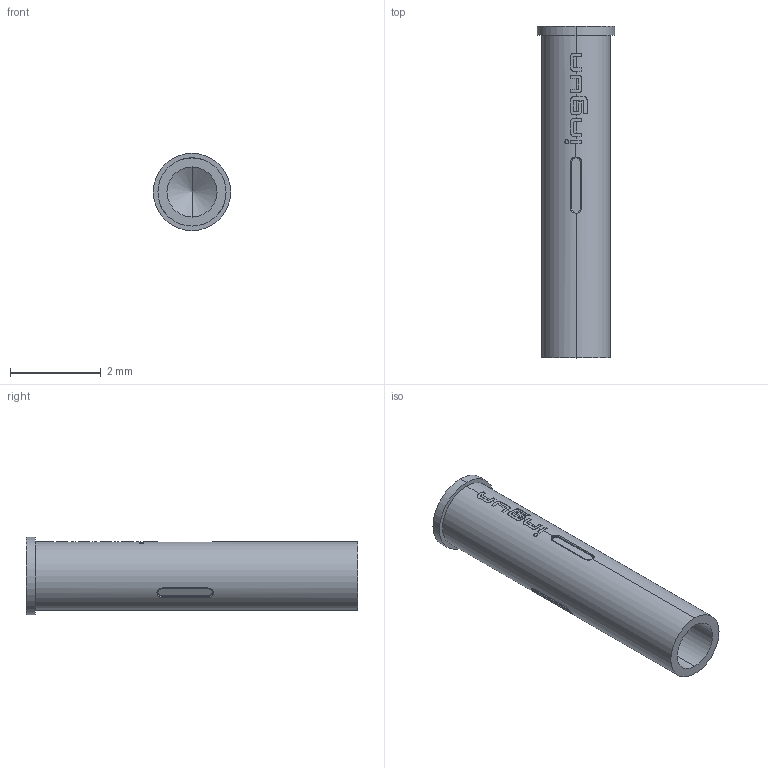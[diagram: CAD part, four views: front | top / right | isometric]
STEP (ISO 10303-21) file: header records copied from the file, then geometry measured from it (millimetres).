
FILE_DESCRIPTION (( 'STEP AP203' ), '1' );
FILE_NAME ('INGUN_KS-961_35.STEP', '2022-02-09T05:39:47', ( 'ochi' ), ( '' ), 'SwSTEP 2.0', 'SolidWorks 2018', '' );
FILE_SCHEMA (( 'CONFIG_CONTROL_DESIGN' ));
Length unit declared in the file: millimetre
Products named in the file (1): INGUN_KS-961_35
Bounding box: 1.7 x 7.3 x 1.7 mm (x, y, z)
Volume: 11 mm3; surface area: 46.5 mm2
Topology: 1 solids, 1 shells, 112 faces, 304 edges, 197 vertices
Faces by surface type: plane 52, cylinder 30, bspline 28, cone 2
Entity records: 4241 total; most frequent: CARTESIAN_POINT 1552, ORIENTED_EDGE 604, DIRECTION 464, EDGE_CURVE 302, VERTEX_POINT 197, AXIS2_PLACEMENT_3D 177, EDGE_LOOP 117, ADVANCED_FACE 112
